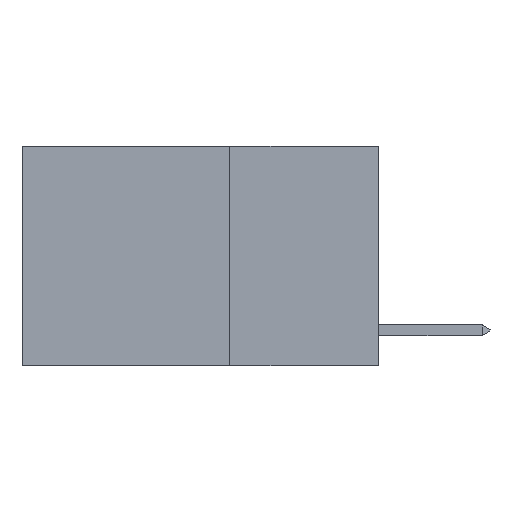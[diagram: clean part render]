
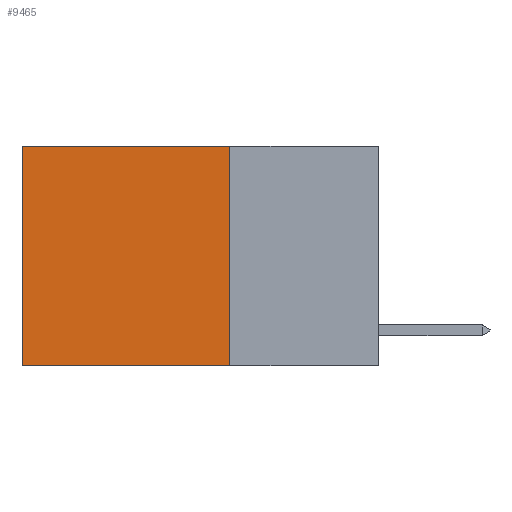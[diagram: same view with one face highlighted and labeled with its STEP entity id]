
A CAD part, left-side view. The second image highlights one B-rep face of the part: STEP entity #9465.
In plain terms, the highlighted planar face has unit normal (-1, 0, 0).
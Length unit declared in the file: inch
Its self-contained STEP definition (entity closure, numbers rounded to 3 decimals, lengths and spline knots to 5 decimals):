
#272 = VECTOR ( 'NONE', #23557, 39.37008 ) ;
#839 = CARTESIAN_POINT ( 'NONE',  ( 0.2625, 0.6, 0. ) ) ;
#1153 = CARTESIAN_POINT ( 'NONE',  ( 0.2625, 0.25, -0.37 ) ) ;
#1306 = ORIENTED_EDGE ( 'NONE', *, *, #7441, .T. ) ;
#1434 = AXIS2_PLACEMENT_3D ( 'NONE', #17949, #4746, #15777 ) ;
#1795 = EDGE_CURVE ( 'NONE', #12059, #12350, #3101, .T. ) ;
#2681 = ORIENTED_EDGE ( 'NONE', *, *, #1795, .T. ) ;
#2914 = EDGE_CURVE ( 'NONE', #8967, #12350, #14089, .T. ) ;
#2971 = VECTOR ( 'NONE', #4875, 39.37008 ) ;
#3101 = LINE ( 'NONE', #12413, #2971 ) ;
#4746 = DIRECTION ( 'NONE',  ( 1., 0., 0. ) ) ;
#4875 = DIRECTION ( 'NONE',  ( 0., 0., -1. ) ) ;
#5156 = EDGE_LOOP ( 'NONE', ( #2681, #12952, #12140, #1306 ) ) ;
#6268 = DIRECTION ( 'NONE',  ( 0., 0., -1. ) ) ;
#6695 = CARTESIAN_POINT ( 'NONE',  ( 0.2625, 0.25, -0.37 ) ) ;
#7441 = EDGE_CURVE ( 'NONE', #18446, #12059, #16463, .T. ) ;
#7687 = LINE ( 'NONE', #16695, #17169 ) ;
#7982 = CARTESIAN_POINT ( 'NONE',  ( 0.2625, 0.25, 0. ) ) ;
#8433 = DIRECTION ( 'NONE',  ( 0., 1., 0. ) ) ;
#8967 = VERTEX_POINT ( 'NONE', #6695 ) ;
#9465 = ADVANCED_FACE ( 'NONE', ( #19259 ), #10104, .F. ) ;
#9682 = CARTESIAN_POINT ( 'NONE',  ( 0.2625, 0.6, -0.37 ) ) ;
#10104 = PLANE ( 'NONE',  #1434 ) ;
#10670 = CARTESIAN_POINT ( 'NONE',  ( 0.2625, 0.25, 0. ) ) ;
#10714 = EDGE_CURVE ( 'NONE', #18446, #8967, #7687, .T. ) ;
#12059 = VERTEX_POINT ( 'NONE', #839 ) ;
#12140 = ORIENTED_EDGE ( 'NONE', *, *, #10714, .F. ) ;
#12350 = VERTEX_POINT ( 'NONE', #9682 ) ;
#12413 = CARTESIAN_POINT ( 'NONE',  ( 0.2625, 0.6, 0. ) ) ;
#12952 = ORIENTED_EDGE ( 'NONE', *, *, #2914, .F. ) ;
#13003 = VECTOR ( 'NONE', #8433, 39.37008 ) ;
#14089 = LINE ( 'NONE', #1153, #13003 ) ;
#15777 = DIRECTION ( 'NONE',  ( 0., 0., -1. ) ) ;
#16463 = LINE ( 'NONE', #10670, #272 ) ;
#16695 = CARTESIAN_POINT ( 'NONE',  ( 0.2625, 0.25, 0. ) ) ;
#17169 = VECTOR ( 'NONE', #6268, 39.37008 ) ;
#17949 = CARTESIAN_POINT ( 'NONE',  ( 0.2625, 0.25, 0. ) ) ;
#18446 = VERTEX_POINT ( 'NONE', #7982 ) ;
#19259 = FACE_OUTER_BOUND ( 'NONE', #5156, .T. ) ;
#23557 = DIRECTION ( 'NONE',  ( 0., 1., 0. ) ) ;
